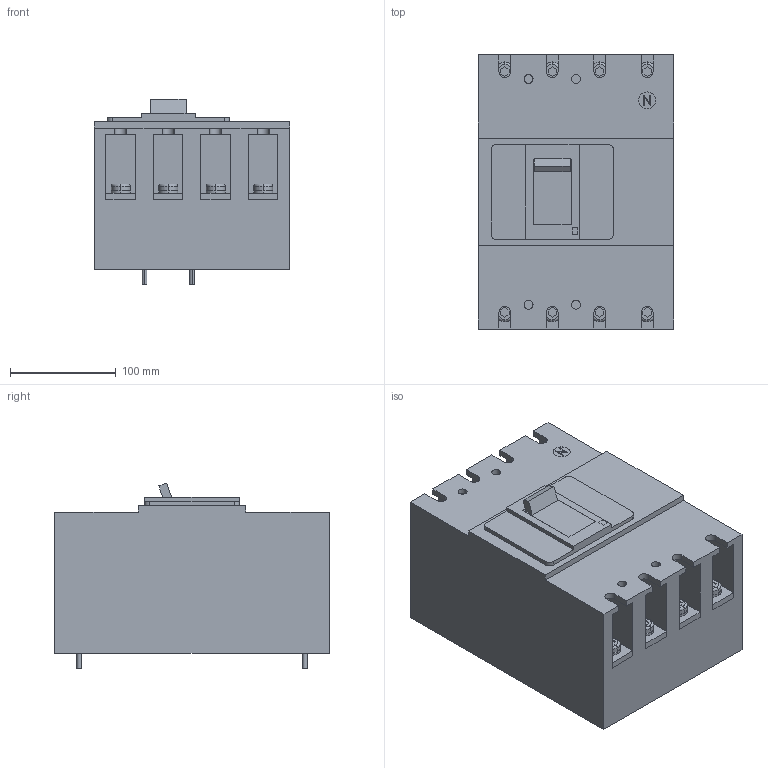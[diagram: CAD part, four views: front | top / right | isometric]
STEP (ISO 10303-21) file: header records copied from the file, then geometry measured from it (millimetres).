
FILE_DESCRIPTION(('CoCreate Modeling STEP Export'),'2;1');
FILE_NAME('Ｈ４００ＮＥ４Ｆ.stp','2016-03-31T12:03:59',(''),(''),'CoCreate Modeling STEP processor for AP214 (Solid Model)','CoCreate Modeling 17.0 01-Apr-2010 (C) Parametric Technology GmbH','');
FILE_SCHEMA(('AUTOMOTIVE_DESIGN { 1 0 10303 214 1 1 1 1 }'));
Length unit declared in the file: millimetre
Products named in the file (6): p4; p2.3; p1; p3.3; p5.5; Ｈ４００ＮＥ４Ｆ
Assembly tree (21 placements, depth 2):
  Ｈ４００ＮＥ４Ｆ
    p5.5  x8
    p3.3  x4
    p1
    p2.3  x4
    p4  x4
Bounding box: 185 x 260 x 176.2 mm (x, y, z)
Volume: 6235889 mm3; surface area: 318815.7 mm2
Topology: 21 solids, 21 shells, 404 faces, 932 edges, 616 vertices
Faces by surface type: plane 262, cylinder 126, torus 16
Entity records: 5979 total; most frequent: ORIENTED_EDGE 1016, CARTESIAN_POINT 962, DIRECTION 882, EDGE_CURVE 508, VECTOR 366, LINE 366, VERTEX_POINT 338, AXIS2_PLACEMENT_3D 258
